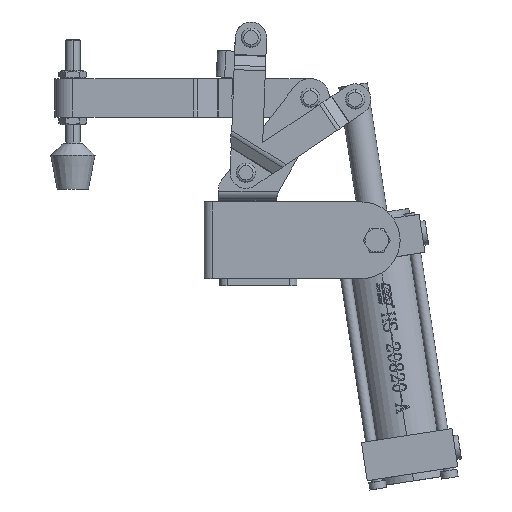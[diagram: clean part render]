
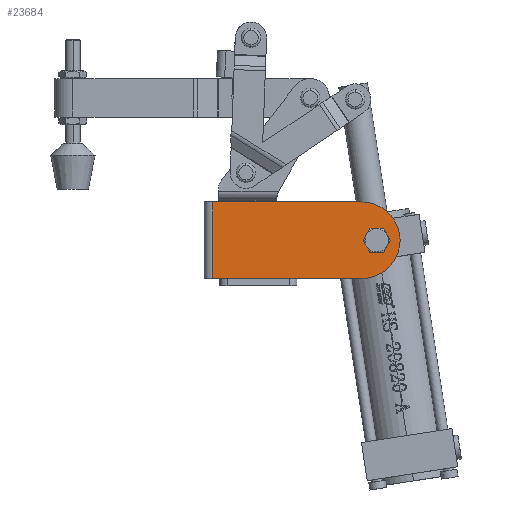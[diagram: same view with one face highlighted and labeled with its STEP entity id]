
A CAD part, front view. The second image highlights one B-rep face of the part: STEP entity #23684.
In plain terms, the highlighted planar face has unit normal (0, -1, 0).
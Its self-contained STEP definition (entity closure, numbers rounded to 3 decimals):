
#348 = CARTESIAN_POINT ( 'NONE',  ( 68.6, -23., 15.9 ) ) ;
#349 = DIRECTION ( 'NONE',  ( 0., -1., 0. ) ) ;
#350 = DIRECTION ( 'NONE',  ( 1., 0., 0. ) ) ;
#369 = CARTESIAN_POINT ( 'NONE',  ( 62.4, -23., 15.9 ) ) ;
#370 = DIRECTION ( 'NONE',  ( 0., 1., 0. ) ) ;
#371 = DIRECTION ( 'NONE',  ( 1., 0., 0. ) ) ;
#379 = CARTESIAN_POINT ( 'NONE',  ( 0., -23., 31.8 ) ) ;
#384 = DIRECTION ( 'NONE',  ( 1., 0., 0. ) ) ;
#1353 = EDGE_CURVE ( 'NONE', #3202, #3203, #4385, .T. ) ;
#1371 = EDGE_CURVE ( 'NONE', #3210, #3211, #4397, .T. ) ;
#1385 = EDGE_CURVE ( 'NONE', #3212, #3213, #4402, .T. ) ;
#1441 = EDGE_CURVE ( 'NONE', #3203, #3202, #4445, .T. ) ;
#1443 = EDGE_CURVE ( 'NONE', #3231, #3211, #4450, .T. ) ;
#1445 = EDGE_CURVE ( 'NONE', #3213, #3210, #4448, .T. ) ;
#1447 = EDGE_CURVE ( 'NONE', #3212, #3231, #4453, .T. ) ;
#2092 = AXIS2_PLACEMENT_3D ( 'NONE', #348, #349, #350 ) ;
#2102 = AXIS2_PLACEMENT_3D ( 'NONE', #369, #370, #371 ) ;
#2126 = AXIS2_PLACEMENT_3D ( 'NONE', #30228, #30229, #30230 ) ;
#2129 = AXIS2_PLACEMENT_3D ( 'NONE', #30234, #30235, #30236 ) ;
#3202 = VERTEX_POINT ( 'NONE', #31517 ) ;
#3203 = VERTEX_POINT ( 'NONE', #31518 ) ;
#3210 = VERTEX_POINT ( 'NONE', #31525 ) ;
#3211 = VERTEX_POINT ( 'NONE', #31526 ) ;
#3212 = VERTEX_POINT ( 'NONE', #31527 ) ;
#3213 = VERTEX_POINT ( 'NONE', #31528 ) ;
#3231 = VERTEX_POINT ( 'NONE', #31546 ) ;
#4385 = CIRCLE ( 'NONE', #2092, 3. ) ;
#4397 = CIRCLE ( 'NONE', #2102, 15.9 ) ;
#4402 = LINE ( 'NONE', #379, #4409 ) ;
#4409 = VECTOR ( 'NONE', #384, 1000. ) ;
#4445 = CIRCLE ( 'NONE', #2126, 3. ) ;
#4448 = CIRCLE ( 'NONE', #2129, 15.9 ) ;
#4450 = LINE ( 'NONE', #30225, #4452 ) ;
#4452 = VECTOR ( 'NONE', #30219, 1000. ) ;
#4453 = LINE ( 'NONE', #30231, #4455 ) ;
#4455 = VECTOR ( 'NONE', #30227, 1000. ) ;
#9291 = AXIS2_PLACEMENT_3D ( 'NONE', #13372, #13377, #13378 ) ;
#10957 = ORIENTED_EDGE ( 'NONE', *, *, #1441, .F. ) ;
#10958 = ORIENTED_EDGE ( 'NONE', *, *, #1353, .F. ) ;
#10959 = ORIENTED_EDGE ( 'NONE', *, *, #1443, .T. ) ;
#10960 = ORIENTED_EDGE ( 'NONE', *, *, #1371, .F. ) ;
#10961 = ORIENTED_EDGE ( 'NONE', *, *, #1445, .F. ) ;
#10962 = ORIENTED_EDGE ( 'NONE', *, *, #1385, .F. ) ;
#10963 = ORIENTED_EDGE ( 'NONE', *, *, #1447, .T. ) ;
#12332 = FACE_BOUND ( 'NONE', #27526, .T. ) ;
#12343 = FACE_OUTER_BOUND ( 'NONE', #27523, .T. ) ;
#13370 = PLANE ( 'NONE',  #9291 ) ;
#13372 = CARTESIAN_POINT ( 'NONE',  ( 0., -23., 31.8 ) ) ;
#13377 = DIRECTION ( 'NONE',  ( 0., 1., 0. ) ) ;
#13378 = DIRECTION ( 'NONE',  ( -1., 0., 0. ) ) ;
#23684 = ADVANCED_FACE ( 'NONE', ( #12332, #12343 ), #13370, .F. ) ;
#27523 = EDGE_LOOP ( 'NONE', ( #10959, #10960, #10961, #10962, #10963 ) ) ;
#27526 = EDGE_LOOP ( 'NONE', ( #10957, #10958 ) ) ;
#30219 = DIRECTION ( 'NONE',  ( 1., 0., 0. ) ) ;
#30225 = CARTESIAN_POINT ( 'NONE',  ( 0., -23., 0. ) ) ;
#30227 = DIRECTION ( 'NONE',  ( 0., 0., -1. ) ) ;
#30228 = CARTESIAN_POINT ( 'NONE',  ( 68.6, -23., 15.9 ) ) ;
#30229 = DIRECTION ( 'NONE',  ( 0., -1., 0. ) ) ;
#30230 = DIRECTION ( 'NONE',  ( 1., 0., 0. ) ) ;
#30231 = CARTESIAN_POINT ( 'NONE',  ( 0.5, -23., 31.8 ) ) ;
#30234 = CARTESIAN_POINT ( 'NONE',  ( 62.4, -23., 15.9 ) ) ;
#30235 = DIRECTION ( 'NONE',  ( 0., 1., 0. ) ) ;
#30236 = DIRECTION ( 'NONE',  ( 1., 0., 0. ) ) ;
#31517 = CARTESIAN_POINT ( 'NONE',  ( 65.6, -23., 15.9 ) ) ;
#31518 = CARTESIAN_POINT ( 'NONE',  ( 71.6, -23., 15.9 ) ) ;
#31525 = CARTESIAN_POINT ( 'NONE',  ( 78.3, -23., 15.9 ) ) ;
#31526 = CARTESIAN_POINT ( 'NONE',  ( 62.4, -23., 0. ) ) ;
#31527 = CARTESIAN_POINT ( 'NONE',  ( 0.5, -23., 31.8 ) ) ;
#31528 = CARTESIAN_POINT ( 'NONE',  ( 62.4, -23., 31.8 ) ) ;
#31546 = CARTESIAN_POINT ( 'NONE',  ( 0.5, -23., 0. ) ) ;
